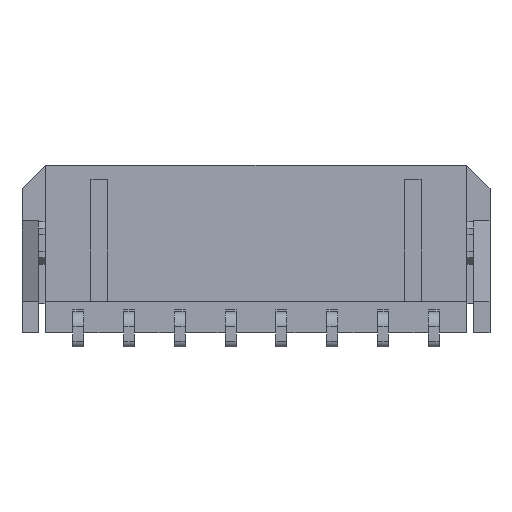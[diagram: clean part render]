
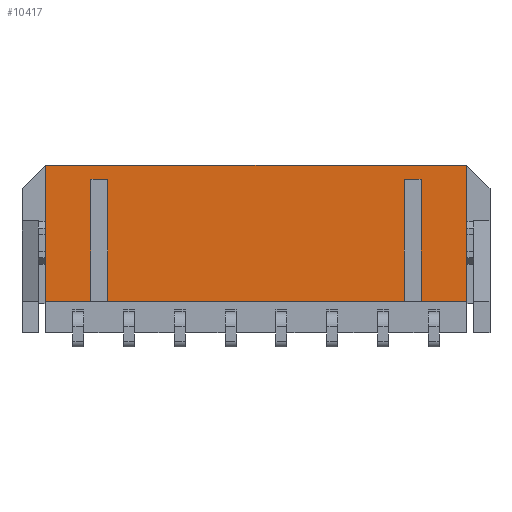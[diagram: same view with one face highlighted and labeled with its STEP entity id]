
A CAD part, front view. The second image highlights one B-rep face of the part: STEP entity #10417.
In plain terms, the highlighted planar face has unit normal (0, -1, 0).
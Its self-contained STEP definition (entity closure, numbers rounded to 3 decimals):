
#2930=DIRECTION('',(0.,0.,-1.));
#2931=VECTOR('',#2930,8.05);
#2932=CARTESIAN_POINT('',(-12.42,-1.93,4.95));
#2933=LINE('',#2932,#2931);
#2934=DIRECTION('',(1.,0.,0.));
#2935=VECTOR('',#2934,24.84);
#2936=CARTESIAN_POINT('',(-12.42,-1.93,4.95));
#2937=LINE('',#2936,#2935);
#2938=DIRECTION('',(0.,0.,-1.));
#2939=VECTOR('',#2938,8.05);
#2940=CARTESIAN_POINT('',(12.42,-1.93,4.95));
#2941=LINE('',#2940,#2939);
#2942=DIRECTION('',(-1.,0.,0.));
#2943=VECTOR('',#2942,2.67);
#2944=CARTESIAN_POINT('',(12.42,-1.93,-3.1));
#2945=LINE('',#2944,#2943);
#2946=DIRECTION('',(0.,0.,1.));
#2947=VECTOR('',#2946,7.2);
#2948=CARTESIAN_POINT('',(9.75,-1.93,-3.1));
#2949=LINE('',#2948,#2947);
#2950=DIRECTION('',(-1.,0.,0.));
#2951=VECTOR('',#2950,1.);
#2952=CARTESIAN_POINT('',(9.75,-1.93,4.1));
#2953=LINE('',#2952,#2951);
#2954=DIRECTION('',(0.,0.,1.));
#2955=VECTOR('',#2954,7.2);
#2956=CARTESIAN_POINT('',(8.75,-1.93,-3.1));
#2957=LINE('',#2956,#2955);
#2958=DIRECTION('',(-1.,0.,0.));
#2959=VECTOR('',#2958,17.5);
#2960=CARTESIAN_POINT('',(8.75,-1.93,-3.1));
#2961=LINE('',#2960,#2959);
#2962=DIRECTION('',(0.,0.,1.));
#2963=VECTOR('',#2962,7.2);
#2964=CARTESIAN_POINT('',(-8.75,-1.93,-3.1));
#2965=LINE('',#2964,#2963);
#2966=DIRECTION('',(-1.,0.,0.));
#2967=VECTOR('',#2966,1.);
#2968=CARTESIAN_POINT('',(-8.75,-1.93,4.1));
#2969=LINE('',#2968,#2967);
#2970=DIRECTION('',(0.,0.,1.));
#2971=VECTOR('',#2970,7.2);
#2972=CARTESIAN_POINT('',(-9.75,-1.93,-3.1));
#2973=LINE('',#2972,#2971);
#2974=DIRECTION('',(-1.,0.,0.));
#2975=VECTOR('',#2974,2.67);
#2976=CARTESIAN_POINT('',(-9.75,-1.93,-3.1));
#2977=LINE('',#2976,#2975);
#5455=CARTESIAN_POINT('',(8.75,-1.93,-3.1));
#5456=CARTESIAN_POINT('',(8.75,-1.93,4.1));
#5457=VERTEX_POINT('',#5455);
#5458=VERTEX_POINT('',#5456);
#5459=CARTESIAN_POINT('',(9.75,-1.93,-3.1));
#5460=CARTESIAN_POINT('',(9.75,-1.93,4.1));
#5461=VERTEX_POINT('',#5459);
#5462=VERTEX_POINT('',#5460);
#6149=CARTESIAN_POINT('',(-8.75,-1.93,-3.1));
#6150=VERTEX_POINT('',#6149);
#6163=CARTESIAN_POINT('',(-12.42,-1.93,4.95));
#6164=CARTESIAN_POINT('',(-12.42,-1.93,-3.1));
#6165=VERTEX_POINT('',#6163);
#6166=VERTEX_POINT('',#6164);
#6167=CARTESIAN_POINT('',(12.42,-1.93,4.95));
#6168=CARTESIAN_POINT('',(12.42,-1.93,-3.1));
#6169=VERTEX_POINT('',#6167);
#6170=VERTEX_POINT('',#6168);
#6747=CARTESIAN_POINT('',(-8.75,-1.93,4.1));
#6748=CARTESIAN_POINT('',(-9.75,-1.93,4.1));
#6749=VERTEX_POINT('',#6747);
#6750=VERTEX_POINT('',#6748);
#6751=CARTESIAN_POINT('',(-9.75,-1.93,-3.1));
#6752=VERTEX_POINT('',#6751);
#10391=CARTESIAN_POINT('',(-13.82,-1.93,4.95));
#10392=DIRECTION('',(0.,-1.,0.));
#10393=DIRECTION('',(0.,0.,-1.));
#10394=AXIS2_PLACEMENT_3D('',#10391,#10392,#10393);
#10395=PLANE('',#10394);
#10396=ORIENTED_EDGE('',*,*,#10381,.F.);
#10397=ORIENTED_EDGE('',*,*,#8420,.T.);
#10399=ORIENTED_EDGE('',*,*,#10398,.T.);
#10400=ORIENTED_EDGE('',*,*,#10369,.T.);
#10402=ORIENTED_EDGE('',*,*,#10401,.T.);
#10404=ORIENTED_EDGE('',*,*,#10403,.T.);
#10406=ORIENTED_EDGE('',*,*,#10405,.F.);
#10407=ORIENTED_EDGE('',*,*,#10361,.T.);
#10409=ORIENTED_EDGE('',*,*,#10408,.T.);
#10411=ORIENTED_EDGE('',*,*,#10410,.T.);
#10413=ORIENTED_EDGE('',*,*,#10412,.F.);
#10414=ORIENTED_EDGE('',*,*,#10353,.T.);
#10415=EDGE_LOOP('',(#10396,#10397,#10399,#10400,#10402,#10404,#10406,#10407,
#10409,#10411,#10413,#10414));
#10416=FACE_OUTER_BOUND('',#10415,.F.);
#10417=ADVANCED_FACE('',(#10416),#10395,.T.);
#8420=EDGE_CURVE('',#6165,#6169,#2937,.T.);
#10353=EDGE_CURVE('',#6752,#6166,#2977,.T.);
#10361=EDGE_CURVE('',#5457,#6150,#2961,.T.);
#10369=EDGE_CURVE('',#6170,#5461,#2945,.T.);
#10381=EDGE_CURVE('',#6165,#6166,#2933,.T.);
#10398=EDGE_CURVE('',#6169,#6170,#2941,.T.);
#10401=EDGE_CURVE('',#5461,#5462,#2949,.T.);
#10403=EDGE_CURVE('',#5462,#5458,#2953,.T.);
#10405=EDGE_CURVE('',#5457,#5458,#2957,.T.);
#10408=EDGE_CURVE('',#6150,#6749,#2965,.T.);
#10410=EDGE_CURVE('',#6749,#6750,#2969,.T.);
#10412=EDGE_CURVE('',#6752,#6750,#2973,.T.);
